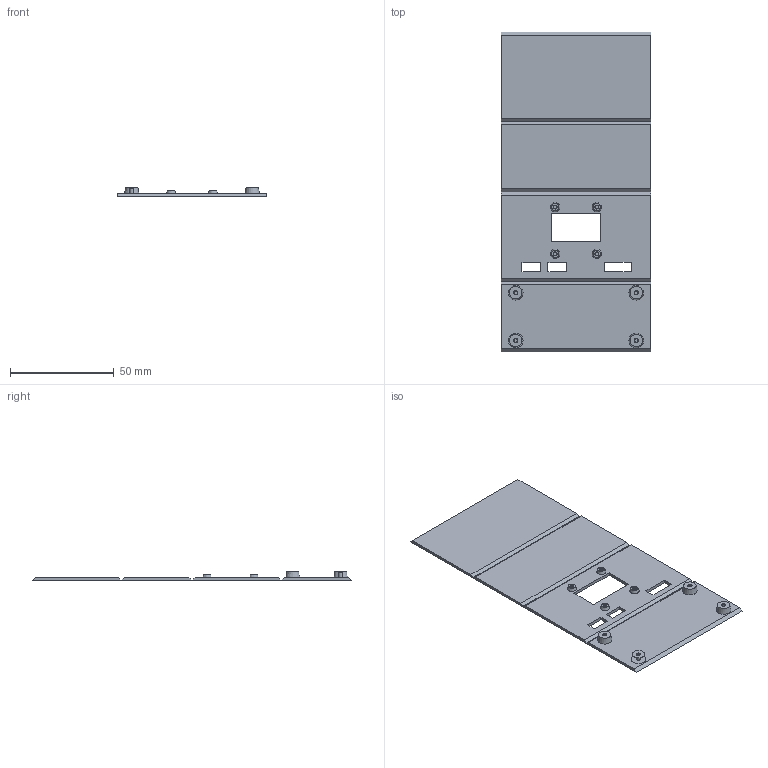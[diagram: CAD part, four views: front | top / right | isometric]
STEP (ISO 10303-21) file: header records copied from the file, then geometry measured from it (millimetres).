
FILE_DESCRIPTION(/* description */ ('STEP AP214'),/* implementation_level */ '2;1');
FILE_NAME(/* name */ 'Pi Zero 2W Enclosure With Screen 14b.step',/* time_stamp */ '2025-07-30T20:26:58+01:00',/* author */ (''),/* organization */ (''),/* preprocessor_version */ 'ST-DEVELOPER v20.1',/* originating_system */ 'Autodesk Translation Framework v14.4.0.0',/* authorisation */ '');
FILE_SCHEMA (('AUTOMOTIVE_DESIGN { 1 0 10303 214 3 1 1 }'));
Length unit declared in the file: millimetre
Products named in the file (1): Raspberry Pi Zero 2 W
Bounding box: 72 x 154 x 4.5 mm (x, y, z)
Volume: 15765.4 mm3; surface area: 22602.6 mm2
Topology: 1 solids, 1 shells, 74 faces, 160 edges, 104 vertices
Faces by surface type: plane 50, cone 16, cylinder 8
Full cylindrical faces by diameter (mm): 1.7 x8
Entity records: 2038 total; most frequent: DIRECTION 350, CARTESIAN_POINT 339, ORIENTED_EDGE 320, EDGE_CURVE 160, LINE 120, VECTOR 120, AXIS2_PLACEMENT_3D 115, VERTEX_POINT 104
